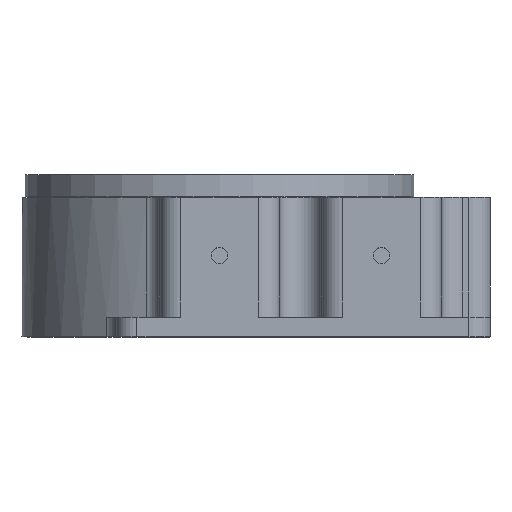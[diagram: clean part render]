
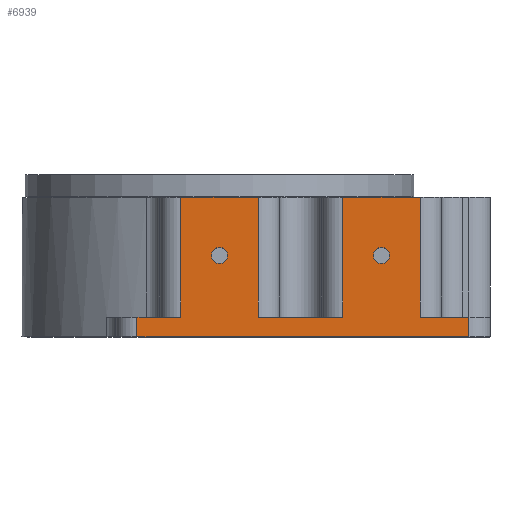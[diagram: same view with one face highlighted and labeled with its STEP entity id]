
A CAD part, top view. The second image highlights one B-rep face of the part: STEP entity #6939.
In plain terms, the highlighted face is planar.
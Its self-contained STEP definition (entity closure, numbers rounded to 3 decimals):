
#99 = CARTESIAN_POINT ( 'NONE',  ( 69., -29.605, -38. ) ) ;
#134 = DIRECTION ( 'NONE',  ( 0., 0., -1. ) ) ;
#141 = VERTEX_POINT ( 'NONE', #15692 ) ;
#311 = VERTEX_POINT ( 'NONE', #18007 ) ;
#687 = CARTESIAN_POINT ( 'NONE',  ( 69., 6., 34.793 ) ) ;
#720 = CARTESIAN_POINT ( 'NONE',  ( 69., -29.605, -62. ) ) ;
#837 = ORIENTED_EDGE ( 'NONE', *, *, #19018, .F. ) ;
#876 = VERTEX_POINT ( 'NONE', #13403 ) ;
#975 = CARTESIAN_POINT ( 'NONE',  ( 69., 6., -38. ) ) ;
#1016 = VECTOR ( 'NONE', #13990, 1000. ) ;
#1199 = VERTEX_POINT ( 'NONE', #12718 ) ;
#1811 = CARTESIAN_POINT ( 'NONE',  ( 69., 25., -50. ) ) ;
#1859 = ORIENTED_EDGE ( 'NONE', *, *, #13968, .T. ) ;
#1963 = VECTOR ( 'NONE', #7000, 1000. ) ;
#2137 = ORIENTED_EDGE ( 'NONE', *, *, #15320, .F. ) ;
#2155 = ORIENTED_EDGE ( 'NONE', *, *, #7218, .F. ) ;
#2163 = VECTOR ( 'NONE', #17309, 1000. ) ;
#2259 = CARTESIAN_POINT ( 'NONE',  ( 69., 6., 12.002 ) ) ;
#2325 = ORIENTED_EDGE ( 'NONE', *, *, #12604, .F. ) ;
#3016 = DIRECTION ( 'NONE',  ( 1., 0., 0. ) ) ;
#3048 = EDGE_LOOP ( 'NONE', ( #2325, #3259, #1859, #10693, #3595, #3565, #7296, #16498, #16808, #7171, #13567, #8980 ) ) ;
#3259 = ORIENTED_EDGE ( 'NONE', *, *, #10629, .F. ) ;
#3267 = FACE_BOUND ( 'NONE', #7862, .T. ) ;
#3363 = VERTEX_POINT ( 'NONE', #12263 ) ;
#3488 = VECTOR ( 'NONE', #8536, 1000. ) ;
#3545 = CARTESIAN_POINT ( 'NONE',  ( 69., 25., 2.5 ) ) ;
#3565 = ORIENTED_EDGE ( 'NONE', *, *, #8613, .F. ) ;
#3595 = ORIENTED_EDGE ( 'NONE', *, *, #16249, .F. ) ;
#3713 = LINE ( 'NONE', #17336, #1016 ) ;
#4603 = DIRECTION ( 'NONE',  ( 0., 0., -1. ) ) ;
#5147 = LINE ( 'NONE', #8602, #19840 ) ;
#5220 = CARTESIAN_POINT ( 'NONE',  ( 69., 25., -47.5 ) ) ;
#5291 = CARTESIAN_POINT ( 'NONE',  ( 69., 43., -77. ) ) ;
#5349 = VECTOR ( 'NONE', #16074, 1000. ) ;
#5389 = CARTESIAN_POINT ( 'NONE',  ( 69., 6., -77. ) ) ;
#5671 = CARTESIAN_POINT ( 'NONE',  ( 69., 43., -12. ) ) ;
#5690 = DIRECTION ( 'NONE',  ( 0., 1., 0. ) ) ;
#5964 = VECTOR ( 'NONE', #21923, 1000. ) ;
#6246 = CIRCLE ( 'NONE', #13055, 2.5 ) ;
#6465 = VERTEX_POINT ( 'NONE', #975 ) ;
#6751 = VECTOR ( 'NONE', #19317, 1000. ) ;
#6833 = DIRECTION ( 'NONE',  ( -1., 0., 0. ) ) ;
#6939 = ADVANCED_FACE ( 'NONE', ( #15119, #3267, #12095 ), #11975, .F. ) ;
#7000 = DIRECTION ( 'NONE',  ( 0., 1., 0. ) ) ;
#7171 = ORIENTED_EDGE ( 'NONE', *, *, #11454, .F. ) ;
#7218 = EDGE_CURVE ( 'NONE', #876, #21175, #6246, .T. ) ;
#7296 = ORIENTED_EDGE ( 'NONE', *, *, #15847, .T. ) ;
#7479 = LINE ( 'NONE', #12284, #15986 ) ;
#7623 = VERTEX_POINT ( 'NONE', #7809 ) ;
#7809 = CARTESIAN_POINT ( 'NONE',  ( 69., 43., -38. ) ) ;
#7859 = VERTEX_POINT ( 'NONE', #5220 ) ;
#7862 = EDGE_LOOP ( 'NONE', ( #837, #2137 ) ) ;
#8136 = VERTEX_POINT ( 'NONE', #18579 ) ;
#8482 = AXIS2_PLACEMENT_3D ( 'NONE', #9972, #6833, #22033 ) ;
#8491 = VERTEX_POINT ( 'NONE', #12070 ) ;
#8528 = CIRCLE ( 'NONE', #12456, 2.5 ) ;
#8536 = DIRECTION ( 'NONE',  ( 0., 0., -1. ) ) ;
#8602 = CARTESIAN_POINT ( 'NONE',  ( 69., 43., -77. ) ) ;
#8613 = EDGE_CURVE ( 'NONE', #21816, #8491, #14180, .T. ) ;
#8633 = AXIS2_PLACEMENT_3D ( 'NONE', #8648, #19256, #15474 ) ;
#8648 = CARTESIAN_POINT ( 'NONE',  ( 69., 25., 0. ) ) ;
#8676 = EDGE_CURVE ( 'NONE', #1199, #14466, #7479, .T. ) ;
#8980 = ORIENTED_EDGE ( 'NONE', *, *, #16639, .T. ) ;
#9021 = LINE ( 'NONE', #21086, #5349 ) ;
#9090 = EDGE_LOOP ( 'NONE', ( #2155, #11615 ) ) ;
#9972 = CARTESIAN_POINT ( 'NONE',  ( 69., 43., -77. ) ) ;
#10084 = LINE ( 'NONE', #15019, #5964 ) ;
#10404 = CARTESIAN_POINT ( 'NONE',  ( 69., 43., 25.5 ) ) ;
#10629 = EDGE_CURVE ( 'NONE', #6465, #7623, #15401, .T. ) ;
#10693 = ORIENTED_EDGE ( 'NONE', *, *, #8676, .T. ) ;
#10790 = CIRCLE ( 'NONE', #18601, 2.5 ) ;
#11337 = VECTOR ( 'NONE', #5690, 1000. ) ;
#11454 = EDGE_CURVE ( 'NONE', #14147, #311, #5147, .T. ) ;
#11615 = ORIENTED_EDGE ( 'NONE', *, *, #20447, .F. ) ;
#11761 = DIRECTION ( 'NONE',  ( 1., 0., 0. ) ) ;
#11975 = PLANE ( 'NONE',  #8482 ) ;
#12070 = CARTESIAN_POINT ( 'NONE',  ( 69., 43., 12.002 ) ) ;
#12095 = FACE_OUTER_BOUND ( 'NONE', #3048, .T. ) ;
#12108 = CARTESIAN_POINT ( 'NONE',  ( 69., 25., -50. ) ) ;
#12143 = VECTOR ( 'NONE', #19681, 1000. ) ;
#12183 = DIRECTION ( 'NONE',  ( 0., -1., 0. ) ) ;
#12263 = CARTESIAN_POINT ( 'NONE',  ( 69., 25., -52.5 ) ) ;
#12284 = CARTESIAN_POINT ( 'NONE',  ( 69., -29.605, -12. ) ) ;
#12425 = VERTEX_POINT ( 'NONE', #20035 ) ;
#12456 = AXIS2_PLACEMENT_3D ( 'NONE', #12108, #15568, #18906 ) ;
#12604 = EDGE_CURVE ( 'NONE', #7623, #8136, #22049, .T. ) ;
#12718 = CARTESIAN_POINT ( 'NONE',  ( 69., 6., -12. ) ) ;
#12884 = LINE ( 'NONE', #720, #12143 ) ;
#13055 = AXIS2_PLACEMENT_3D ( 'NONE', #18101, #3016, #4603 ) ;
#13325 = VECTOR ( 'NONE', #13989, 1000. ) ;
#13403 = CARTESIAN_POINT ( 'NONE',  ( 69., 25., -2.5 ) ) ;
#13567 = ORIENTED_EDGE ( 'NONE', *, *, #14161, .T. ) ;
#13865 = CARTESIAN_POINT ( 'NONE',  ( 69., 0., -77. ) ) ;
#13968 = EDGE_CURVE ( 'NONE', #6465, #1199, #10084, .T. ) ;
#13989 = DIRECTION ( 'NONE',  ( 0., -1., 0. ) ) ;
#13990 = DIRECTION ( 'NONE',  ( 0., 0., 1. ) ) ;
#14147 = VERTEX_POINT ( 'NONE', #5389 ) ;
#14161 = EDGE_CURVE ( 'NONE', #14147, #141, #3713, .T. ) ;
#14180 = LINE ( 'NONE', #19080, #11337 ) ;
#14466 = VERTEX_POINT ( 'NONE', #5671 ) ;
#14720 = CIRCLE ( 'NONE', #8633, 2.5 ) ;
#15019 = CARTESIAN_POINT ( 'NONE',  ( 69., 6., -12. ) ) ;
#15119 = FACE_BOUND ( 'NONE', #9090, .T. ) ;
#15320 = EDGE_CURVE ( 'NONE', #7859, #3363, #8528, .T. ) ;
#15401 = LINE ( 'NONE', #99, #1963 ) ;
#15474 = DIRECTION ( 'NONE',  ( 0., 0., -1. ) ) ;
#15568 = DIRECTION ( 'NONE',  ( 1., 0., 0. ) ) ;
#15692 = CARTESIAN_POINT ( 'NONE',  ( 69., 6., -62. ) ) ;
#15847 = EDGE_CURVE ( 'NONE', #21816, #21905, #16095, .T. ) ;
#15986 = VECTOR ( 'NONE', #20995, 1000. ) ;
#16074 = DIRECTION ( 'NONE',  ( 0., 0., -1. ) ) ;
#16095 = LINE ( 'NONE', #687, #6751 ) ;
#16249 = EDGE_CURVE ( 'NONE', #8491, #14466, #9021, .T. ) ;
#16498 = ORIENTED_EDGE ( 'NONE', *, *, #21710, .T. ) ;
#16639 = EDGE_CURVE ( 'NONE', #141, #8136, #12884, .T. ) ;
#16808 = ORIENTED_EDGE ( 'NONE', *, *, #17065, .T. ) ;
#17065 = EDGE_CURVE ( 'NONE', #12425, #311, #17207, .T. ) ;
#17207 = LINE ( 'NONE', #13865, #2163 ) ;
#17309 = DIRECTION ( 'NONE',  ( 0., 0., -1. ) ) ;
#17336 = CARTESIAN_POINT ( 'NONE',  ( 69., 6., -62. ) ) ;
#18007 = CARTESIAN_POINT ( 'NONE',  ( 69., 0., -77. ) ) ;
#18101 = CARTESIAN_POINT ( 'NONE',  ( 69., 25., 0. ) ) ;
#18579 = CARTESIAN_POINT ( 'NONE',  ( 69., 43., -62. ) ) ;
#18601 = AXIS2_PLACEMENT_3D ( 'NONE', #1811, #11761, #134 ) ;
#18902 = LINE ( 'NONE', #10404, #13325 ) ;
#18906 = DIRECTION ( 'NONE',  ( 0., 0., -1. ) ) ;
#19018 = EDGE_CURVE ( 'NONE', #3363, #7859, #10790, .T. ) ;
#19080 = CARTESIAN_POINT ( 'NONE',  ( 69., -29.605, 12.002 ) ) ;
#19256 = DIRECTION ( 'NONE',  ( 1., 0., 0. ) ) ;
#19317 = DIRECTION ( 'NONE',  ( 0., 0., 1. ) ) ;
#19681 = DIRECTION ( 'NONE',  ( 0., 1., 0. ) ) ;
#19840 = VECTOR ( 'NONE', #12183, 1000. ) ;
#20035 = CARTESIAN_POINT ( 'NONE',  ( 69., 0., 25.5 ) ) ;
#20447 = EDGE_CURVE ( 'NONE', #21175, #876, #14720, .T. ) ;
#20995 = DIRECTION ( 'NONE',  ( 0., 1., 0. ) ) ;
#21086 = CARTESIAN_POINT ( 'NONE',  ( 69., 43., -77. ) ) ;
#21175 = VERTEX_POINT ( 'NONE', #3545 ) ;
#21710 = EDGE_CURVE ( 'NONE', #21905, #12425, #18902, .T. ) ;
#21793 = CARTESIAN_POINT ( 'NONE',  ( 69., 6., 25.5 ) ) ;
#21816 = VERTEX_POINT ( 'NONE', #2259 ) ;
#21905 = VERTEX_POINT ( 'NONE', #21793 ) ;
#21923 = DIRECTION ( 'NONE',  ( 0., 0., 1. ) ) ;
#22033 = DIRECTION ( 'NONE',  ( 0., 0., 1. ) ) ;
#22049 = LINE ( 'NONE', #5291, #3488 ) ;
